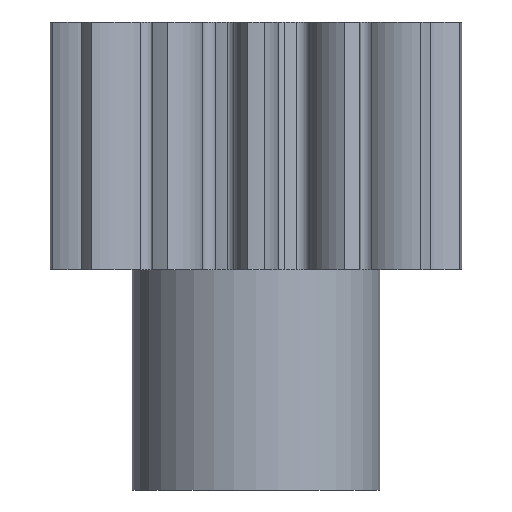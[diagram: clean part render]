
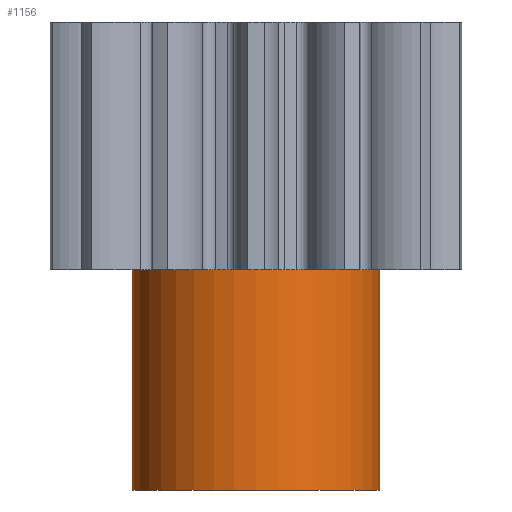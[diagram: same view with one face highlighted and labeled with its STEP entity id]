
A CAD part, front view. The second image highlights one B-rep face of the part: STEP entity #1156.
In plain terms, the highlighted cylindrical face has radius 4.5 mm (diameter 9 mm), a partial arc.
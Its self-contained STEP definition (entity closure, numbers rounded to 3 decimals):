
#333 = VERTEX_POINT ( 'NONE', #1789 ) ;
#341 = EDGE_CURVE ( 'NONE', #359, #360, #1737, .T. ) ;
#359 = VERTEX_POINT ( 'NONE', #1824 ) ;
#360 = VERTEX_POINT ( 'NONE', #1823 ) ;
#518 = VERTEX_POINT ( 'NONE', #1846 ) ;
#520 = EDGE_CURVE ( 'NONE', #333, #518, #1271, .T. ) ;
#641 = EDGE_CURVE ( 'NONE', #360, #518, #1270, .T. ) ;
#911 = ORIENTED_EDGE ( 'NONE', *, *, #520, .T. ) ;
#914 = ORIENTED_EDGE ( 'NONE', *, *, #641, .F. ) ;
#927 = VECTOR ( 'NONE', #1576, 1000. ) ;
#929 = EDGE_LOOP ( 'NONE', ( #930, #1155, #911, #914 ) ) ;
#930 = ORIENTED_EDGE ( 'NONE', *, *, #341, .F. ) ;
#1155 = ORIENTED_EDGE ( 'NONE', *, *, #1157, .T. ) ;
#1156 = ADVANCED_FACE ( 'NONE', ( #3118 ), #3254, .T. ) ;
#1157 = EDGE_CURVE ( 'NONE', #359, #333, #3123, .T. ) ;
#1269 = CARTESIAN_POINT ( 'NONE',  ( 4.5, 0., -8. ) ) ;
#1270 = CIRCLE ( 'NONE', #1502, 4.5 ) ;
#1271 = LINE ( 'NONE', #1269, #927 ) ;
#1502 = AXIS2_PLACEMENT_3D ( 'NONE', #1563, #1562, #1567 ) ;
#1562 = DIRECTION ( 'NONE',  ( 0., 0., 1. ) ) ;
#1563 = CARTESIAN_POINT ( 'NONE',  ( 0., 0., 0. ) ) ;
#1567 = DIRECTION ( 'NONE',  ( 1., 0., 0. ) ) ;
#1576 = DIRECTION ( 'NONE',  ( 0., 0., 1. ) ) ;
#1726 = DIRECTION ( 'NONE',  ( 0., 0., 1. ) ) ;
#1727 = VECTOR ( 'NONE', #1726, 1000. ) ;
#1736 = CARTESIAN_POINT ( 'NONE',  ( -4.5, 0., -8. ) ) ;
#1737 = LINE ( 'NONE', #1736, #1727 ) ;
#1789 = CARTESIAN_POINT ( 'NONE',  ( 4.5, 0., -8. ) ) ;
#1823 = CARTESIAN_POINT ( 'NONE',  ( -4.5, 0., 0. ) ) ;
#1824 = CARTESIAN_POINT ( 'NONE',  ( -4.5, 0., -8. ) ) ;
#1846 = CARTESIAN_POINT ( 'NONE',  ( 4.5, 0., 0. ) ) ;
#3118 = FACE_OUTER_BOUND ( 'NONE', #929, .T. ) ;
#3119 = DIRECTION ( 'NONE',  ( 1., 0., 0. ) ) ;
#3123 = CIRCLE ( 'NONE', #3150, 4.5 ) ;
#3124 = CARTESIAN_POINT ( 'NONE',  ( 0., 0., -8. ) ) ;
#3126 = AXIS2_PLACEMENT_3D ( 'NONE', #3124, #3242, #3119 ) ;
#3148 = DIRECTION ( 'NONE',  ( 1., 0., 0. ) ) ;
#3149 = DIRECTION ( 'NONE',  ( 0., 0., 1. ) ) ;
#3150 = AXIS2_PLACEMENT_3D ( 'NONE', #3156, #3149, #3148 ) ;
#3156 = CARTESIAN_POINT ( 'NONE',  ( 0., 0., -8. ) ) ;
#3242 = DIRECTION ( 'NONE',  ( 0., 0., 1. ) ) ;
#3254 = CYLINDRICAL_SURFACE ( 'NONE', #3126, 4.5 ) ;
